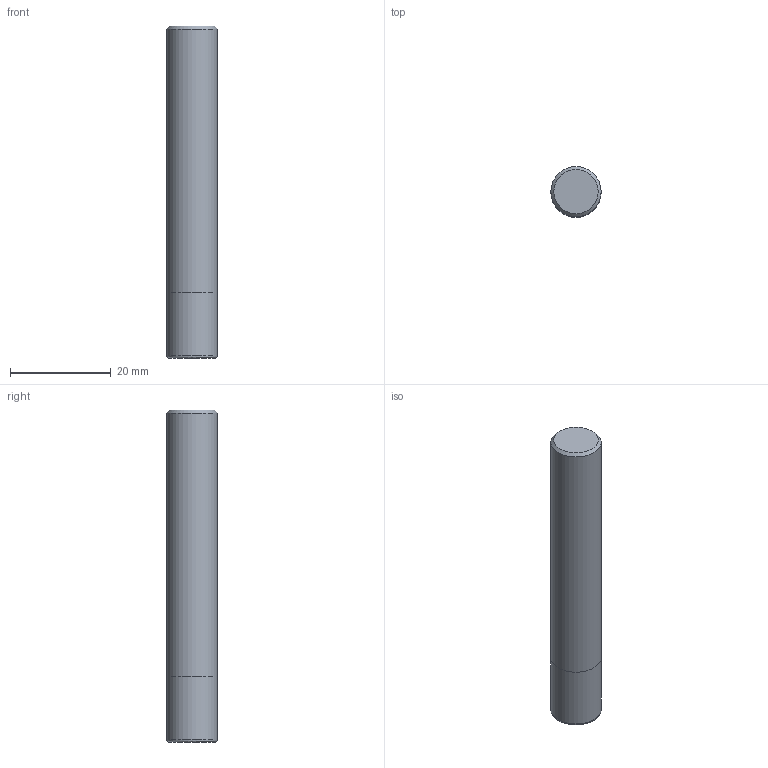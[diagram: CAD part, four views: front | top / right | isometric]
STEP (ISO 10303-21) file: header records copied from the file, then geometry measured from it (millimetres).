
FILE_DESCRIPTION(('STEP'), '1');
FILE_NAME('MOD000000000000000020084614300000.stp', '2019-01-02T12:09:31', (''), (''), 'Express v3.0.0.0', 'Express Tool', 'Unknown');
FILE_SCHEMA(('AUTOMOTIVE_DESIGN'));
Length unit declared in the file: millimetre
Products named in the file (1): R216.33-10030-BS11K-634153054541399019-1
Bounding box: 10 x 10 x 66 mm (x, y, z)
Volume: 5169.4 mm3; surface area: 2374.3 mm2
Topology: 2 solids, 2 shells, 8 faces, 18 edges, 15 vertices
Faces by surface type: bspline 8
Entity records: 423 total; most frequent: CARTESIAN_POINT 192, DIRECTION 35, ORIENTED_EDGE 26, AXIS2_PLACEMENT_3D 14, EDGE_CURVE 13, CIRCLE 11, VERTEX_POINT 9, ADVANCED_FACE 8
